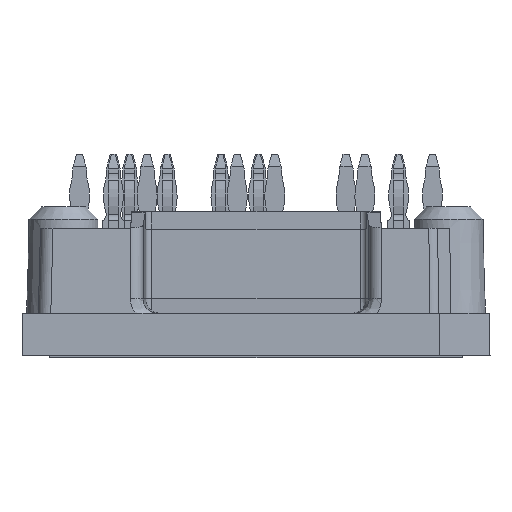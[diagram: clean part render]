
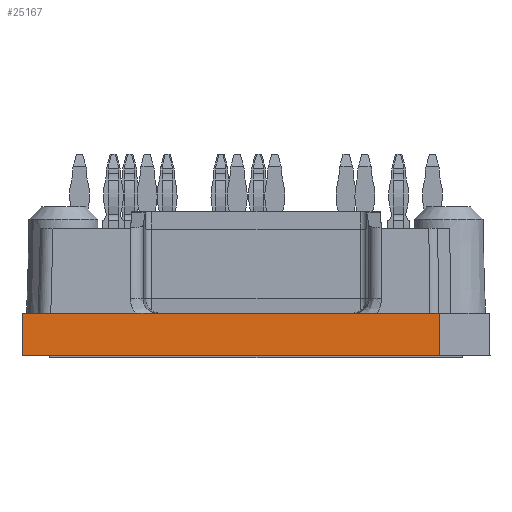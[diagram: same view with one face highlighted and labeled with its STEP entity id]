
A CAD part, left-side view. The second image highlights one B-rep face of the part: STEP entity #25167.
In plain terms, the highlighted planar face has unit normal (-1, 0, 0.018).
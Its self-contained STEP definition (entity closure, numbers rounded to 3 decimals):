
#2459=ORIENTED_EDGE('',*,*,#7291,.T.);
#2460=ORIENTED_EDGE('',*,*,#7318,.F.);
#2461=ORIENTED_EDGE('',*,*,#7321,.T.);
#2462=ORIENTED_EDGE('',*,*,#7322,.T.);
#7291=EDGE_CURVE('',#9761,#9759,#11529,.F.);
#7318=EDGE_CURVE('',#9764,#9759,#11556,.F.);
#7321=EDGE_CURVE('',#9764,#9765,#11559,.T.);
#7322=EDGE_CURVE('',#9765,#9761,#11560,.F.);
#9759=VERTEX_POINT('',#34730);
#9761=VERTEX_POINT('',#34733);
#9764=VERTEX_POINT('',#34770);
#9765=VERTEX_POINT('',#34777);
#11529=LINE('',#34732,#13541);
#11556=LINE('',#34771,#13568);
#11559=LINE('',#34776,#13571);
#11560=LINE('',#34778,#13572);
#13541=VECTOR('',#29175,1000.);
#13568=VECTOR('',#29218,1000.);
#13571=VECTOR('',#29225,1000.);
#13572=VECTOR('',#29226,1000.);
#15375=EDGE_LOOP('',(#2459,#2460,#2461,#2462));
#16479=FACE_BOUND('',#15375,.T.);
#17383=PLANE('',#26437);
#25167=ADVANCED_FACE('',(#16479),#17383,.T.);
#26437=AXIS2_PLACEMENT_3D('',#34775,#29223,#29224);
#29175=DIRECTION('',(-0.017,-0.007,-1.));
#29218=DIRECTION('',(0.,1.,0.));
#29223=DIRECTION('',(-1.,0.,0.017));
#29224=DIRECTION('',(0.017,0.,1.));
#29225=DIRECTION('',(-0.017,0.017,-1.));
#29226=DIRECTION('',(0.,1.,0.));
#34730=CARTESIAN_POINT('',(-40.941,-14.675,3.4));
#34732=CARTESIAN_POINT('',(-40.998,-14.699,0.134));
#34733=CARTESIAN_POINT('',(-41.,-14.7,0.));
#34770=CARTESIAN_POINT('',(-40.941,18.641,3.4));
#34771=CARTESIAN_POINT('',(-40.941,0.,3.4));
#34775=CARTESIAN_POINT('',(-41.,0.,0.));
#34776=CARTESIAN_POINT('',(-40.994,18.694,0.326));
#34777=CARTESIAN_POINT('',(-41.,18.7,0.));
#34778=CARTESIAN_POINT('',(-41.,0.,0.));
